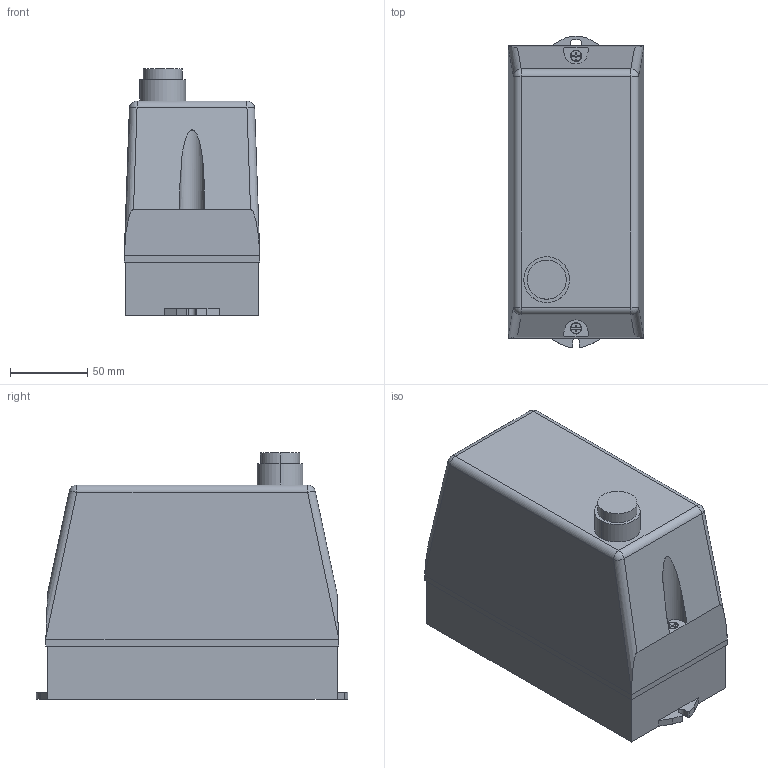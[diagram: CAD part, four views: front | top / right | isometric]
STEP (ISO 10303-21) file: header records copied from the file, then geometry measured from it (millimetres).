
FILE_DESCRIPTION((''),'2;1');
FILE_NAME('3d_M1R00912400A4.stp','2012-10-03T11:20:06',(''),(''),'Mechanical Desktop 2011','Mechanical Desktop 2011',', , ');
FILE_SCHEMA(('CONFIG_CONTROL_DESIGN'));
Length unit declared in the file: millimetre
Products named in the file (1): Product
Bounding box: 88 x 202.36 x 159.9 mm (x, y, z)
Volume: 2139714.8 mm3; surface area: 106955.5 mm2
Topology: 2 solids, 2 shells, 116 faces, 296 edges, 190 vertices
Faces by surface type: plane 84, cylinder 28, sphere 4
Entity records: 3561 total; most frequent: CARTESIAN_POINT 603, ORIENTED_EDGE 592, DIRECTION 590, EDGE_CURVE 296, VECTOR 236, LINE 236, VERTEX_POINT 190, AXIS2_PLACEMENT_3D 177
